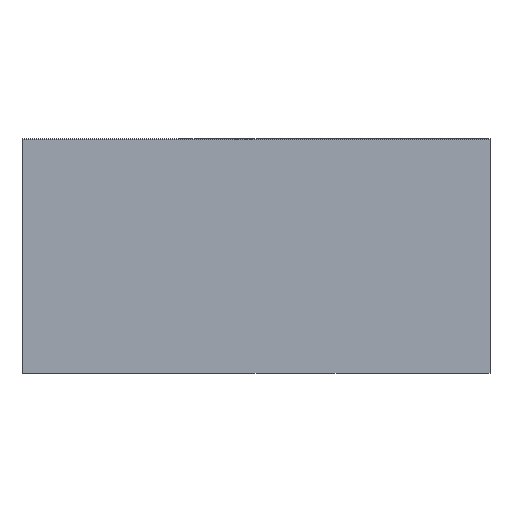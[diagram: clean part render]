
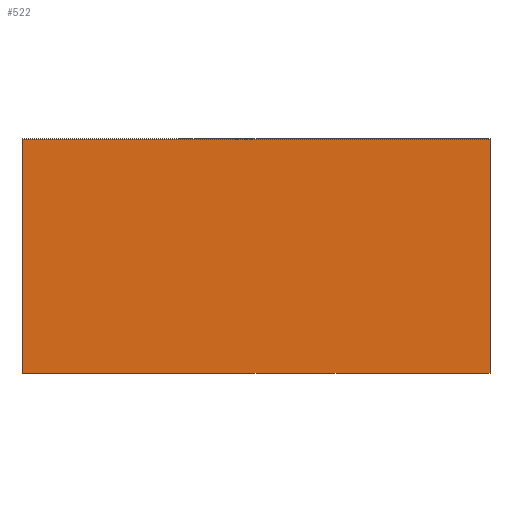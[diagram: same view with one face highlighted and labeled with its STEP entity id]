
A CAD part, front view. The second image highlights one B-rep face of the part: STEP entity #522.
In plain terms, the highlighted planar face has unit normal (0, -1, 0).
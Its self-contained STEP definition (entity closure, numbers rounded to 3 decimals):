
#483=CARTESIAN_POINT('',(0.0,0.0,0.75));
#484=DIRECTION('',(0.0,-1.0,0.0));
#485=DIRECTION('',(0.0,0.0,-1.0));
#486=AXIS2_PLACEMENT_3D('',#483,#484,#485);
#487=PLANE('',#486);
#488=CARTESIAN_POINT('',(0.0,0.0,0.0));
#489=VERTEX_POINT('',#488);
#490=CARTESIAN_POINT('',(1.5,0.0,0.));
#491=VERTEX_POINT('',#490);
#492=CARTESIAN_POINT('',(0.0,0.,0.));
#493=DIRECTION('',(1.0,0.0,0.0));
#494=VECTOR('',#493,1.5);
#495=LINE('',#492,#494);
#496=EDGE_CURVE('',#489,#491,#495,.T.);
#497=ORIENTED_EDGE('',*,*,#496,.T.);
#498=CARTESIAN_POINT('',(1.5,0.0,0.75));
#499=VERTEX_POINT('',#498);
#500=CARTESIAN_POINT('',(1.5,0.0,0.75));
#501=DIRECTION('',(0.0,0.0,-1.0));
#502=VECTOR('',#501,0.75);
#503=LINE('',#500,#502);
#504=EDGE_CURVE('',#499,#491,#503,.T.);
#505=ORIENTED_EDGE('',*,*,#504,.F.);
#506=CARTESIAN_POINT('',(0.0,0.0,0.75));
#507=VERTEX_POINT('',#506);
#508=CARTESIAN_POINT('',(1.5,0.0,0.75));
#509=DIRECTION('',(-1.0,0.0,0.0));
#510=VECTOR('',#509,1.5);
#511=LINE('',#508,#510);
#512=EDGE_CURVE('',#499,#507,#511,.T.);
#513=ORIENTED_EDGE('',*,*,#512,.T.);
#514=CARTESIAN_POINT('',(0.0,0.0,0.75));
#515=DIRECTION('',(0.0,0.0,-1.0));
#516=VECTOR('',#515,0.75);
#517=LINE('',#514,#516);
#518=EDGE_CURVE('',#507,#489,#517,.T.);
#519=ORIENTED_EDGE('',*,*,#518,.T.);
#520=EDGE_LOOP('',(#497,#505,#513,#519));
#521=FACE_OUTER_BOUND('',#520,.T.);
#522=ADVANCED_FACE('',(#521),#487,.T.);
